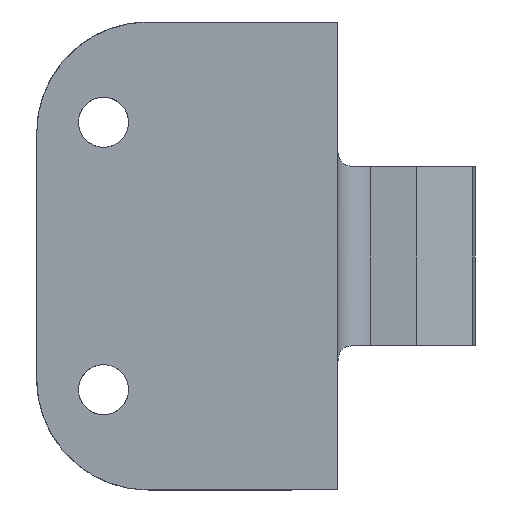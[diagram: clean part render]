
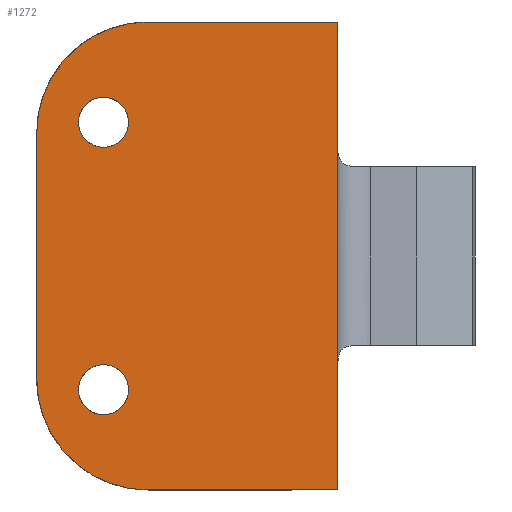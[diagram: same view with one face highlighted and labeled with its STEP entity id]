
A CAD part, front view. The second image highlights one B-rep face of the part: STEP entity #1272.
In plain terms, the highlighted planar face has unit normal (0, -1, 0).
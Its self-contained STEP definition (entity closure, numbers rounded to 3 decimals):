
#54 = VERTEX_POINT ( 'NONE', #792 ) ;
#62 = DIRECTION ( 'NONE',  ( 0., 0., 1. ) ) ;
#72 = CARTESIAN_POINT ( 'NONE',  ( -17., 0., 21. ) ) ;
#77 = CIRCLE ( 'NONE', #1549, 2.25 ) ;
#80 = CARTESIAN_POINT ( 'NONE',  ( -17., 0., -11. ) ) ;
#88 = FACE_BOUND ( 'NONE', #1955, .T. ) ;
#103 = VERTEX_POINT ( 'NONE', #1868 ) ;
#104 = CARTESIAN_POINT ( 'NONE',  ( -21., 0., 12. ) ) ;
#124 = CARTESIAN_POINT ( 'NONE',  ( -21., 0., -12. ) ) ;
#129 = VERTEX_POINT ( 'NONE', #1706 ) ;
#144 = DIRECTION ( 'NONE',  ( 0., 1., 0. ) ) ;
#170 = DIRECTION ( 'NONE',  ( 0., -1., 0. ) ) ;
#201 = CIRCLE ( 'NONE', #1403, 10. ) ;
#207 = EDGE_CURVE ( 'NONE', #858, #1964, #981, .T. ) ;
#247 = VERTEX_POINT ( 'NONE', #972 ) ;
#250 = CARTESIAN_POINT ( 'NONE',  ( 0., 0., -21. ) ) ;
#261 = VECTOR ( 'NONE', #1130, 1000. ) ;
#271 = DIRECTION ( 'NONE',  ( 0., 0., -1. ) ) ;
#288 = EDGE_LOOP ( 'NONE', ( #1282, #1522, #534, #1571, #1716, #806 ) ) ;
#291 = EDGE_CURVE ( 'NONE', #1475, #247, #482, .T. ) ;
#294 = EDGE_CURVE ( 'NONE', #1964, #1475, #925, .T. ) ;
#300 = LINE ( 'NONE', #1563, #679 ) ;
#303 = ORIENTED_EDGE ( 'NONE', *, *, #1227, .T. ) ;
#398 = CIRCLE ( 'NONE', #936, 2.25 ) ;
#402 = DIRECTION ( 'NONE',  ( 0., -1., 0. ) ) ;
#416 = EDGE_LOOP ( 'NONE', ( #601, #303 ) ) ;
#424 = EDGE_CURVE ( 'NONE', #1653, #103, #2011, .T. ) ;
#482 = LINE ( 'NONE', #1932, #1899 ) ;
#534 = ORIENTED_EDGE ( 'NONE', *, *, #294, .T. ) ;
#549 = FACE_BOUND ( 'NONE', #416, .T. ) ;
#559 = CARTESIAN_POINT ( 'NONE',  ( -35., 0., -25. ) ) ;
#566 = VECTOR ( 'NONE', #895, 1000. ) ;
#571 = DIRECTION ( 'NONE',  ( 0., 0., -1. ) ) ;
#589 = CARTESIAN_POINT ( 'NONE',  ( -21., 0., 14.25 ) ) ;
#601 = ORIENTED_EDGE ( 'NONE', *, *, #1730, .T. ) ;
#679 = VECTOR ( 'NONE', #1097, 1000. ) ;
#701 = VERTEX_POINT ( 'NONE', #589 ) ;
#716 = EDGE_CURVE ( 'NONE', #247, #54, #201, .T. ) ;
#745 = DIRECTION ( 'NONE',  ( 0., 0., 1. ) ) ;
#778 = EDGE_CURVE ( 'NONE', #1145, #858, #1525, .T. ) ;
#792 = CARTESIAN_POINT ( 'NONE',  ( -17., 0., -21. ) ) ;
#806 = ORIENTED_EDGE ( 'NONE', *, *, #1757, .T. ) ;
#827 = DIRECTION ( 'NONE',  ( 0., 0., -1. ) ) ;
#837 = EDGE_CURVE ( 'NONE', #103, #1653, #398, .T. ) ;
#842 = ORIENTED_EDGE ( 'NONE', *, *, #424, .T. ) ;
#848 = DIRECTION ( 'NONE',  ( 0., 0., -1. ) ) ;
#858 = VERTEX_POINT ( 'NONE', #1431 ) ;
#894 = DIRECTION ( 'NONE',  ( 0., 1., 0. ) ) ;
#895 = DIRECTION ( 'NONE',  ( 0., 0., 1. ) ) ;
#925 = CIRCLE ( 'NONE', #987, 10. ) ;
#936 = AXIS2_PLACEMENT_3D ( 'NONE', #1263, #144, #1894 ) ;
#972 = CARTESIAN_POINT ( 'NONE',  ( -27., 0., -11. ) ) ;
#981 = LINE ( 'NONE', #1321, #261 ) ;
#987 = AXIS2_PLACEMENT_3D ( 'NONE', #1942, #170, #848 ) ;
#1060 = DIRECTION ( 'NONE',  ( 0., 0., 1. ) ) ;
#1089 = CARTESIAN_POINT ( 'NONE',  ( 0., 0., -21. ) ) ;
#1097 = DIRECTION ( 'NONE',  ( 1., 0., 0. ) ) ;
#1099 = AXIS2_PLACEMENT_3D ( 'NONE', #124, #1712, #62 ) ;
#1130 = DIRECTION ( 'NONE',  ( -1., 0., 0. ) ) ;
#1145 = VERTEX_POINT ( 'NONE', #1089 ) ;
#1161 = CIRCLE ( 'NONE', #1752, 2.25 ) ;
#1184 = AXIS2_PLACEMENT_3D ( 'NONE', #559, #402, #571 ) ;
#1220 = FACE_OUTER_BOUND ( 'NONE', #288, .T. ) ;
#1227 = EDGE_CURVE ( 'NONE', #129, #701, #77, .T. ) ;
#1263 = CARTESIAN_POINT ( 'NONE',  ( -21., 0., -12. ) ) ;
#1272 = ADVANCED_FACE ( 'NONE', ( #1220, #88, #549 ), #2031, .T. ) ;
#1282 = ORIENTED_EDGE ( 'NONE', *, *, #778, .T. ) ;
#1321 = CARTESIAN_POINT ( 'NONE',  ( -27., 0., 21. ) ) ;
#1392 = DIRECTION ( 'NONE',  ( 0., -1., 0. ) ) ;
#1403 = AXIS2_PLACEMENT_3D ( 'NONE', #80, #1392, #271 ) ;
#1431 = CARTESIAN_POINT ( 'NONE',  ( 0., 0., 21. ) ) ;
#1475 = VERTEX_POINT ( 'NONE', #1956 ) ;
#1522 = ORIENTED_EDGE ( 'NONE', *, *, #207, .T. ) ;
#1525 = LINE ( 'NONE', #250, #566 ) ;
#1549 = AXIS2_PLACEMENT_3D ( 'NONE', #1672, #894, #745 ) ;
#1563 = CARTESIAN_POINT ( 'NONE',  ( -27., 0., -21. ) ) ;
#1571 = ORIENTED_EDGE ( 'NONE', *, *, #291, .T. ) ;
#1653 = VERTEX_POINT ( 'NONE', #1997 ) ;
#1672 = CARTESIAN_POINT ( 'NONE',  ( -21., 0., 12. ) ) ;
#1706 = CARTESIAN_POINT ( 'NONE',  ( -21., 0., 9.75 ) ) ;
#1712 = DIRECTION ( 'NONE',  ( 0., 1., 0. ) ) ;
#1716 = ORIENTED_EDGE ( 'NONE', *, *, #716, .T. ) ;
#1730 = EDGE_CURVE ( 'NONE', #701, #129, #1161, .T. ) ;
#1752 = AXIS2_PLACEMENT_3D ( 'NONE', #104, #1900, #1060 ) ;
#1757 = EDGE_CURVE ( 'NONE', #54, #1145, #300, .T. ) ;
#1868 = CARTESIAN_POINT ( 'NONE',  ( -21., 0., -14.25 ) ) ;
#1894 = DIRECTION ( 'NONE',  ( 0., 0., 1. ) ) ;
#1899 = VECTOR ( 'NONE', #827, 1000. ) ;
#1900 = DIRECTION ( 'NONE',  ( 0., 1., 0. ) ) ;
#1930 = ORIENTED_EDGE ( 'NONE', *, *, #837, .T. ) ;
#1932 = CARTESIAN_POINT ( 'NONE',  ( -27., 0., -21. ) ) ;
#1942 = CARTESIAN_POINT ( 'NONE',  ( -17., 0., 11. ) ) ;
#1955 = EDGE_LOOP ( 'NONE', ( #842, #1930 ) ) ;
#1956 = CARTESIAN_POINT ( 'NONE',  ( -27., 0., 11. ) ) ;
#1964 = VERTEX_POINT ( 'NONE', #72 ) ;
#1997 = CARTESIAN_POINT ( 'NONE',  ( -21., 0., -9.75 ) ) ;
#2011 = CIRCLE ( 'NONE', #1099, 2.25 ) ;
#2031 = PLANE ( 'NONE',  #1184 ) ;
